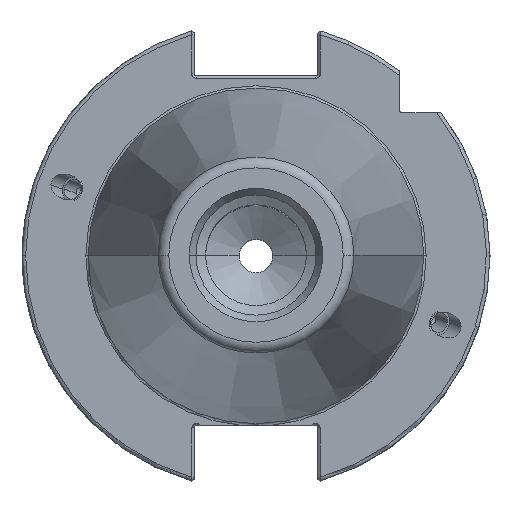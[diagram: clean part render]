
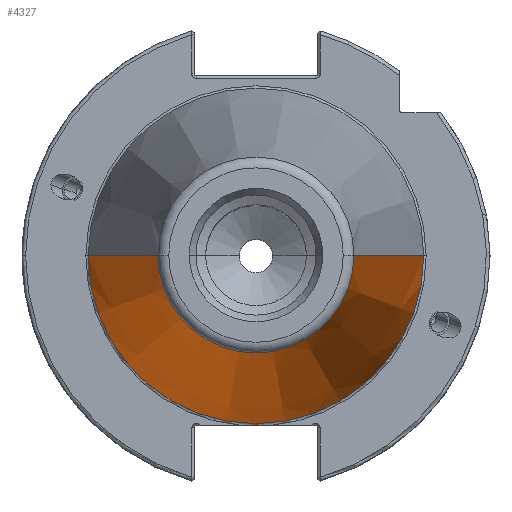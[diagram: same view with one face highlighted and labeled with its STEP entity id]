
A CAD part, top view. The second image highlights one B-rep face of the part: STEP entity #4327.
In plain terms, the highlighted conical face has half-angle 8.297 degrees and reference radius 20.108 mm.
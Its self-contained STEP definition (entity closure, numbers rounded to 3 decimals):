
#170 = EDGE_LOOP ( 'NONE', ( #4184, #2504, #4173, #2727 ) ) ;
#183 = LINE ( 'NONE', #8099, #1617 ) ;
#414 = DIRECTION ( 'NONE',  ( -1., 0., 0. ) ) ;
#1221 = DIRECTION ( 'NONE',  ( 1., 0., 0. ) ) ;
#1323 = CARTESIAN_POINT ( 'NONE',  ( 0., 0., 99.675 ) ) ;
#1617 = VECTOR ( 'NONE', #5473, 1000. ) ;
#2138 = VERTEX_POINT ( 'NONE', #7364 ) ;
#2187 = VECTOR ( 'NONE', #2992, 1000. ) ;
#2439 = DIRECTION ( 'NONE',  ( 0., 0., -1. ) ) ;
#2504 = ORIENTED_EDGE ( 'NONE', *, *, #2555, .T. ) ;
#2555 = EDGE_CURVE ( 'NONE', #2138, #3244, #6208, .T. ) ;
#2722 = CARTESIAN_POINT ( 'NONE',  ( 0., 0., 101.6 ) ) ;
#2727 = ORIENTED_EDGE ( 'NONE', *, *, #7875, .F. ) ;
#2992 = DIRECTION ( 'NONE',  ( 0.144, 0., -0.99 ) ) ;
#3146 = DIRECTION ( 'NONE',  ( 0., 0., -1. ) ) ;
#3244 = VERTEX_POINT ( 'NONE', #6770 ) ;
#3264 = AXIS2_PLACEMENT_3D ( 'NONE', #7211, #3146, #7865 ) ;
#3335 = CIRCLE ( 'NONE', #3264, 34.925 ) ;
#3429 = CARTESIAN_POINT ( 'NONE',  ( -34.925, 0., 0. ) ) ;
#3632 = VERTEX_POINT ( 'NONE', #3429 ) ;
#4141 = AXIS2_PLACEMENT_3D ( 'NONE', #1323, #2439, #1221 ) ;
#4173 = ORIENTED_EDGE ( 'NONE', *, *, #7003, .T. ) ;
#4184 = ORIENTED_EDGE ( 'NONE', *, *, #5039, .F. ) ;
#4327 = ADVANCED_FACE ( 'NONE', ( #4513 ), #8839, .T. ) ;
#4513 = FACE_OUTER_BOUND ( 'NONE', #170, .T. ) ;
#5039 = EDGE_CURVE ( 'NONE', #2138, #7143, #7799, .T. ) ;
#5348 = CARTESIAN_POINT ( 'NONE',  ( 34.925, 0., 0. ) ) ;
#5473 = DIRECTION ( 'NONE',  ( -0.144, 0., -0.99 ) ) ;
#6208 = CIRCLE ( 'NONE', #4141, 20.389 ) ;
#6770 = CARTESIAN_POINT ( 'NONE',  ( -20.389, 0., 99.675 ) ) ;
#7003 = EDGE_CURVE ( 'NONE', #3244, #3632, #183, .T. ) ;
#7143 = VERTEX_POINT ( 'NONE', #5348 ) ;
#7211 = CARTESIAN_POINT ( 'NONE',  ( 0., 0., 0. ) ) ;
#7364 = CARTESIAN_POINT ( 'NONE',  ( 20.389, 0., 99.675 ) ) ;
#7381 = AXIS2_PLACEMENT_3D ( 'NONE', #2722, #7953, #414 ) ;
#7672 = CARTESIAN_POINT ( 'NONE',  ( 20.108, 0., 101.6 ) ) ;
#7799 = LINE ( 'NONE', #7672, #2187 ) ;
#7865 = DIRECTION ( 'NONE',  ( -1., 0., 0. ) ) ;
#7875 = EDGE_CURVE ( 'NONE', #7143, #3632, #3335, .T. ) ;
#7953 = DIRECTION ( 'NONE',  ( 0., 0., -1. ) ) ;
#8099 = CARTESIAN_POINT ( 'NONE',  ( -20.108, 0., 101.6 ) ) ;
#8839 = CONICAL_SURFACE ( 'NONE', #7381, 20.108, 0.145 ) ;
